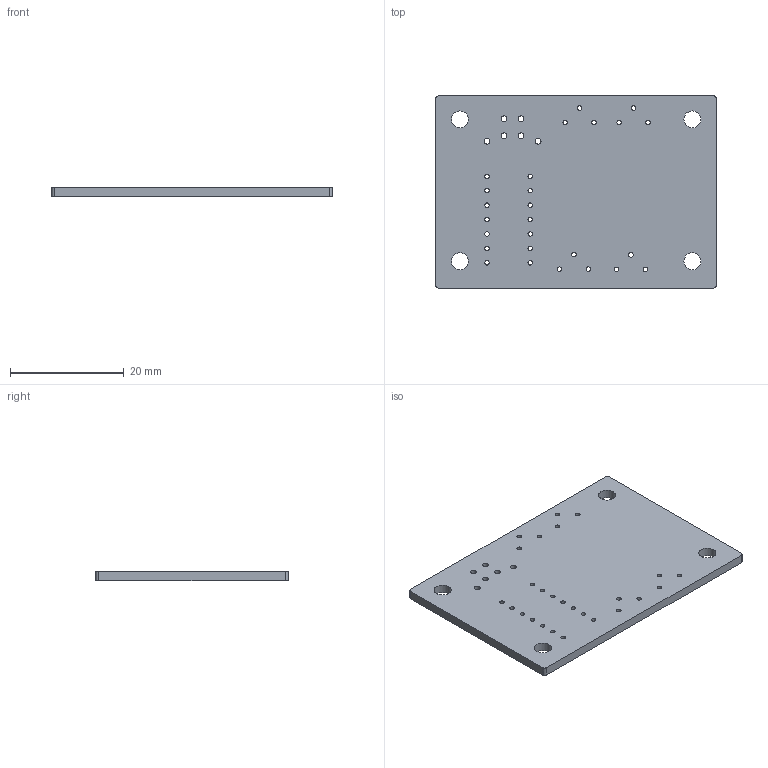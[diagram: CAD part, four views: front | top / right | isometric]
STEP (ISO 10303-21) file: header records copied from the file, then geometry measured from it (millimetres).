
FILE_DESCRIPTION(('KiCad electronic assembly'),'2;1');
FILE_NAME('bspd.step','2025-02-11T13:23:06',('Pcbnew'),('Kicad'), 'Open CASCADE STEP processor 7.7','KiCad to STEP converter','Unknown' );
FILE_SCHEMA(('AUTOMOTIVE_DESIGN { 1 0 10303 214 1 1 1 1 }'));
Length unit declared in the file: millimetre
Products named in the file (2): bspd 1; bspd_PCB
Assembly tree (1 placements, depth 2):
  bspd 1
    bspd_PCB
Bounding box: 49.41 x 33.85 x 1.6 mm (x, y, z)
Volume: 2602.1 mm3; surface area: 3712.5 mm2
Topology: 1 solids, 1 shells, 49 faces, 141 edges, 94 vertices
Faces by surface type: cylinder 40, plane 9
Full cylindrical faces by diameter (mm): 0.787 x14, 0.8 x12, 1.02 x6, 3 x4
Entity records: 1836 total; most frequent: DIRECTION 323, CARTESIAN_POINT 286, ORIENTED_EDGE 282, EDGE_CURVE 141, AXIS2_PLACEMENT_3D 131, FACE_BOUND 121, EDGE_LOOP 121, VERTEX_POINT 94
